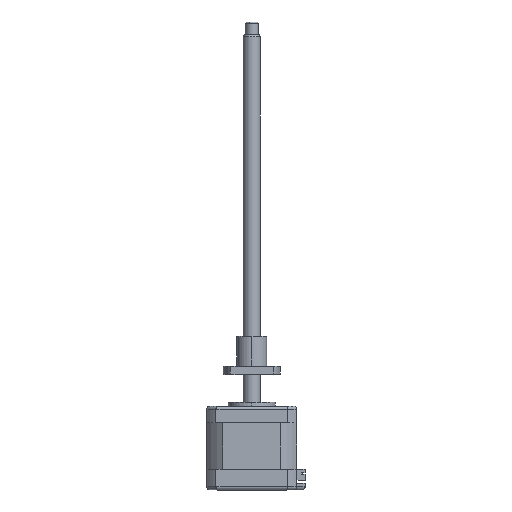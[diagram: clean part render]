
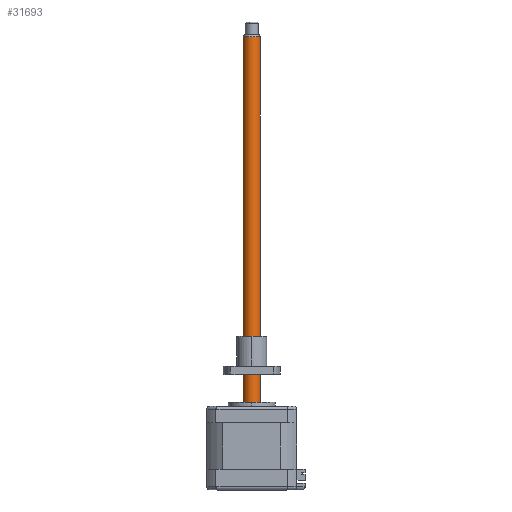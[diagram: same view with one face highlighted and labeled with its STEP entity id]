
A CAD part, top view. The second image highlights one B-rep face of the part: STEP entity #31693.
In plain terms, the highlighted cylindrical face has radius 4 mm (diameter 8 mm), a partial arc.
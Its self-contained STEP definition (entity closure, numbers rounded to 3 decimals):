
#1602 = DIRECTION ( 'NONE',  ( 0., -1., 0. ) ) ;
#3685 = DIRECTION ( 'NONE',  ( -1., 0., 0. ) ) ;
#5519 = EDGE_CURVE ( 'NONE', #39862, #28274, #14966, .T. ) ;
#6645 = ORIENTED_EDGE ( 'NONE', *, *, #5519, .T. ) ;
#7068 = DIRECTION ( 'NONE',  ( 0., -1., 0. ) ) ;
#7641 = AXIS2_PLACEMENT_3D ( 'NONE', #44388, #1602, #12306 ) ;
#9454 = CARTESIAN_POINT ( 'NONE',  ( -4.709, 191.843, 16.638 ) ) ;
#10931 = CARTESIAN_POINT ( 'NONE',  ( -4.709, 17.843, 16.638 ) ) ;
#12306 = DIRECTION ( 'NONE',  ( -1., 0., 0. ) ) ;
#12588 = DIRECTION ( 'NONE',  ( 0., -1., 0. ) ) ;
#14554 = AXIS2_PLACEMENT_3D ( 'NONE', #10931, #7068, #3685 ) ;
#14966 = LINE ( 'NONE', #40612, #43840 ) ;
#15901 = EDGE_LOOP ( 'NONE', ( #17798, #43241, #6645, #20940 ) ) ;
#15944 = CARTESIAN_POINT ( 'NONE',  ( -8.709, 191.843, 16.638 ) ) ;
#16469 = DIRECTION ( 'NONE',  ( 0., -1., 0. ) ) ;
#17793 = FACE_OUTER_BOUND ( 'NONE', #15901, .T. ) ;
#17798 = ORIENTED_EDGE ( 'NONE', *, *, #43626, .F. ) ;
#18746 = VERTEX_POINT ( 'NONE', #34249 ) ;
#19617 = CARTESIAN_POINT ( 'NONE',  ( -0.709, 192.843, 16.638 ) ) ;
#20453 = CIRCLE ( 'NONE', #14554, 4. ) ;
#20940 = ORIENTED_EDGE ( 'NONE', *, *, #25019, .F. ) ;
#23099 = VERTEX_POINT ( 'NONE', #27752 ) ;
#23365 = AXIS2_PLACEMENT_3D ( 'NONE', #9454, #16469, #41258 ) ;
#25019 = EDGE_CURVE ( 'NONE', #23099, #28274, #20453, .T. ) ;
#27752 = CARTESIAN_POINT ( 'NONE',  ( -0.709, 17.843, 16.638 ) ) ;
#28274 = VERTEX_POINT ( 'NONE', #31037 ) ;
#29961 = DIRECTION ( 'NONE',  ( 0., -1., 0. ) ) ;
#31037 = CARTESIAN_POINT ( 'NONE',  ( -8.709, 17.843, 16.638 ) ) ;
#31629 = CYLINDRICAL_SURFACE ( 'NONE', #7641, 4. ) ;
#31693 = ADVANCED_FACE ( 'NONE', ( #17793 ), #31629, .T. ) ;
#32504 = CIRCLE ( 'NONE', #23365, 4. ) ;
#34249 = CARTESIAN_POINT ( 'NONE',  ( -0.709, 191.843, 16.638 ) ) ;
#37475 = EDGE_CURVE ( 'NONE', #18746, #39862, #32504, .T. ) ;
#39862 = VERTEX_POINT ( 'NONE', #15944 ) ;
#40612 = CARTESIAN_POINT ( 'NONE',  ( -8.709, 192.843, 16.638 ) ) ;
#41258 = DIRECTION ( 'NONE',  ( 1., 0., 0. ) ) ;
#41757 = VECTOR ( 'NONE', #12588, 1000. ) ;
#43241 = ORIENTED_EDGE ( 'NONE', *, *, #37475, .T. ) ;
#43432 = LINE ( 'NONE', #19617, #41757 ) ;
#43626 = EDGE_CURVE ( 'NONE', #18746, #23099, #43432, .T. ) ;
#43840 = VECTOR ( 'NONE', #29961, 1000. ) ;
#44388 = CARTESIAN_POINT ( 'NONE',  ( -4.709, 192.843, 16.638 ) ) ;
